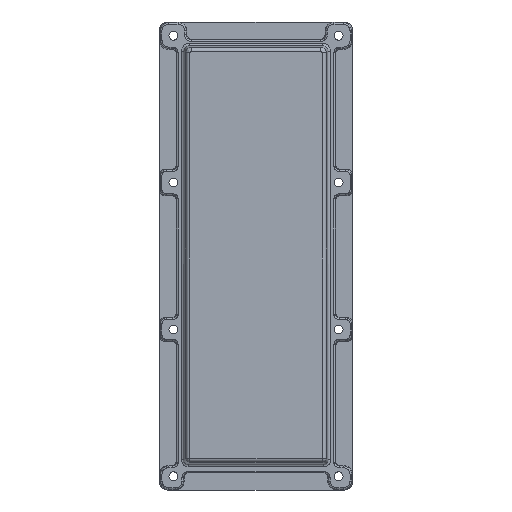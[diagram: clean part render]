
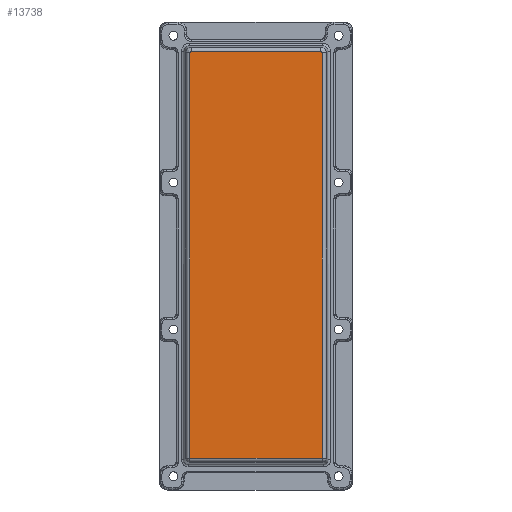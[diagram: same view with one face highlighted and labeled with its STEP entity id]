
A CAD part, top view. The second image highlights one B-rep face of the part: STEP entity #13738.
In plain terms, the highlighted planar face has unit normal (0, 0, 1).
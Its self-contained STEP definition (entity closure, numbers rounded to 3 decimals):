
#4278=DIRECTION('',(1.,0.,0.));
#4279=VECTOR('',#4278,48.832);
#4280=CARTESIAN_POINT('',(-5.416,-24.209,
9.728));
#4281=LINE('',#4280,#4279);
#4282=DIRECTION('',(0.,-1.,0.));
#4283=VECTOR('',#4282,149.561);
#4284=CARTESIAN_POINT('',(-5.415,125.352,9.728));
#4285=LINE('',#4284,#4283);
#4286=CARTESIAN_POINT('',(-4.922,125.844,9.728));
#4287=CARTESIAN_POINT('',(-4.976,125.844,9.728));
#4288=CARTESIAN_POINT('',(-5.077,125.828,9.728));
#4289=CARTESIAN_POINT('',(-5.218,125.758,9.728));
#4290=CARTESIAN_POINT('',(-5.328,125.648,9.728));
#4291=CARTESIAN_POINT('',(-5.399,125.507,9.728));
#4292=CARTESIAN_POINT('',(-5.415,125.405,9.728));
#4293=CARTESIAN_POINT('',(-5.415,125.352,9.728));
#4295=DIRECTION('',(-1.,0.,0.));
#4296=VECTOR('',#4295,47.845);
#4297=CARTESIAN_POINT('',(42.922,125.844,9.728));
#4298=LINE('',#4297,#4296);
#4299=CARTESIAN_POINT('',(43.415,125.352,9.728));
#4300=CARTESIAN_POINT('',(43.415,125.405,9.728));
#4301=CARTESIAN_POINT('',(43.399,125.507,9.728));
#4302=CARTESIAN_POINT('',(43.328,125.648,9.728));
#4303=CARTESIAN_POINT('',(43.218,125.758,9.728));
#4304=CARTESIAN_POINT('',(43.077,125.828,9.728));
#4305=CARTESIAN_POINT('',(42.976,125.844,9.728));
#4306=CARTESIAN_POINT('',(42.922,125.844,9.728));
#4308=DIRECTION('',(0.,1.,0.));
#4309=VECTOR('',#4308,149.561);
#4310=CARTESIAN_POINT('',(43.416,-24.209,9.728));
#4311=LINE('',#4310,#4309);
#5195=CARTESIAN_POINT('',(-5.416,-24.209,
9.728));
#5196=CARTESIAN_POINT('',(43.416,-24.209,9.728));
#5197=VERTEX_POINT('',#5195);
#5198=VERTEX_POINT('',#5196);
#5203=CARTESIAN_POINT('',(43.415,125.352,9.728));
#5204=VERTEX_POINT('',#5203);
#5207=VERTEX_POINT('',#4306);
#5209=CARTESIAN_POINT('',(-4.922,125.844,9.728));
#5210=VERTEX_POINT('',#5209);
#5213=VERTEX_POINT('',#4293);
#13720=CARTESIAN_POINT('',(0.,0.,9.728));
#13721=DIRECTION('',(0.,0.,1.));
#13722=DIRECTION('',(1.,0.,0.));
#13723=AXIS2_PLACEMENT_3D('',#13720,#13721,#13722);
#13724=PLANE('',#13723);
#13725=ORIENTED_EDGE('',*,*,#13710,.F.);
#13727=ORIENTED_EDGE('',*,*,#13726,.F.);
#13729=ORIENTED_EDGE('',*,*,#13728,.F.);
#13731=ORIENTED_EDGE('',*,*,#13730,.F.);
#13733=ORIENTED_EDGE('',*,*,#13732,.F.);
#13735=ORIENTED_EDGE('',*,*,#13734,.F.);
#13736=EDGE_LOOP('',(#13725,#13727,#13729,#13731,#13733,#13735));
#13737=FACE_OUTER_BOUND('',#13736,.F.);
#4294=B_SPLINE_CURVE_WITH_KNOTS('',3,(#4286,#4287,#4288,#4289,#4290,#4291,#4292,
#4293),.UNSPECIFIED.,.F.,.F.,(4,1,1,1,1,4),(0.,0.2,0.4,0.6,0.8,1.),
.UNSPECIFIED.);
#4307=B_SPLINE_CURVE_WITH_KNOTS('',3,(#4299,#4300,#4301,#4302,#4303,#4304,#4305,
#4306),.UNSPECIFIED.,.F.,.F.,(4,1,1,1,1,4),(0.,0.2,0.4,0.6,0.8,1.),
.UNSPECIFIED.);
#13710=EDGE_CURVE('',#5197,#5198,#4281,.T.);
#13726=EDGE_CURVE('',#5213,#5197,#4285,.T.);
#13728=EDGE_CURVE('',#5210,#5213,#4294,.T.);
#13730=EDGE_CURVE('',#5207,#5210,#4298,.T.);
#13732=EDGE_CURVE('',#5204,#5207,#4307,.T.);
#13734=EDGE_CURVE('',#5198,#5204,#4311,.T.);
#13738=ADVANCED_FACE('',(#13737),#13724,.T.);
